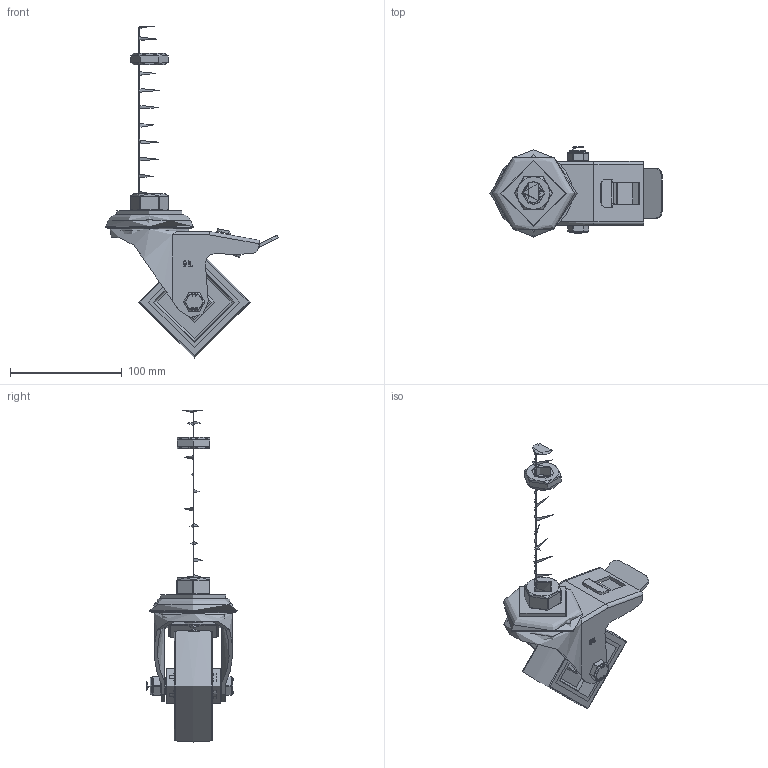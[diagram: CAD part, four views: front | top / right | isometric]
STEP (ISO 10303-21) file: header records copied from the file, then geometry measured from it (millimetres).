
FILE_DESCRIPTION(/* description */ (''),/* implementation_level */ '2;1');
FILE_NAME(/* name */ 'SSEH100NPBSWBM20X150.step',/* time_stamp */ '2024-10-17T11:16:47+01:00',/* author */ (''),/* organization */ (''),/* preprocessor_version */ 'ST-DEVELOPER v20',/* originating_system */ 'Autodesk Translation Framework v13.20.0.188',/* authorisation */ '');
FILE_SCHEMA (('AUTOMOTIVE_DESIGN { 1 0 10303 214 3 1 1 }'));
Length unit declared in the file: millimetre
Products named in the file (34): SSEH100NPBSWBM20X150; SSEH100ASBH12SWB v1; STAINLESS STEEL TOP HEAD; STAINLESS STEEL FORKS; STAINLESS STEEL BRAKE PEDAL; BRAKE PAD; BRAKE PAD Geometry; brake bolt; BZH100WNPRB61 v1; POLYURETHANE TYRE; NYLON RIM; NYLON RIM Geometry; CAP; ROLLER BEARING; CAGE; RIBS; Component4; TUBEM15X50SS v1; STAINLESS STEEL AXLE TUBE; BOLTM10X70A2 v2; GRADE A2 304 STAINLESS STEEL BOLT; NYLOCM10A2 v1; STAINLESS STEEL NUT; RUBBER; NUT; THREADED STAINLESS STEEL ADJUSTING UNIT (3); BASE (3); M20 (3); NUT2 (3); WASHER (3); NUT (4); NUT Geometry (3); RUBBER (4); NM20HALFNUT (3)
Assembly tree (40 placements, depth 5):
  SSEH100NPBSWBM20X150
    SSEH100ASBH12SWB v1
      STAINLESS STEEL TOP HEAD
      STAINLESS STEEL FORKS
      STAINLESS STEEL BRAKE PEDAL
      BRAKE PAD
        BRAKE PAD Geometry
        brake bolt
    BZH100WNPRB61 v1
      POLYURETHANE TYRE
      NYLON RIM
        NYLON RIM Geometry
        CAP
      ROLLER BEARING
        CAGE
        RIBS
          Component4  x8
    TUBEM15X50SS v1
      STAINLESS STEEL AXLE TUBE
    BOLTM10X70A2 v2
      GRADE A2 304 STAINLESS STEEL BOLT
    NYLOCM10A2 v1
      STAINLESS STEEL NUT
        RUBBER
        NUT
    THREADED STAINLESS STEEL ADJUSTING UNIT (3)
      BASE (3)
      M20 (3)
      NUT2 (3)
      WASHER (3)
      NUT (4)
        NUT Geometry (3)
        RUBBER (4)
      NM20HALFNUT (3)
Bounding box: 154 x 80.5 x 296.5 mm (x, y, z)
Volume: 324716 mm3; surface area: 172960 mm2
Topology: 28 solids, 28 shells, 975 faces, 2528 edges, 1616 vertices
Faces by surface type: cylinder 383, plane 380, bspline 107, sphere 36, torus 35, cone 34
Full cylindrical faces by diameter (mm): 4 x8, 8 x2, 8.141 x18, 9.836 x18, 9.85 x18, 10 x3, 10.2 x2, 10.5 x1, 11.834 x18, 12 x2, 12.2 x1, 13 x3, 14.5 x2, 15 x2, 15.5 x3, 16 x1, 16.938 x57, 18 x1, 19.791 x56, 20 x2, 21 x1, 22.5 x1, 23 x1, 23.5 x2, 25 x1, 26.9 x1, 27 x1, 28.745 x1, 30 x1, 30.5 x2
Entity records: 73285 total; most frequent: CARTESIAN_POINT 50100, ORIENTED_EDGE 5002, DIRECTION 4157, EDGE_CURVE 2501, VERTEX_POINT 1602, AXIS2_PLACEMENT_3D 1525, LINE 1107, VECTOR 1107
